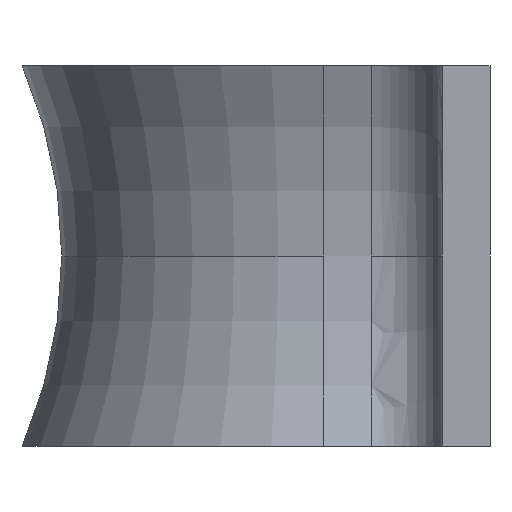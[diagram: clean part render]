
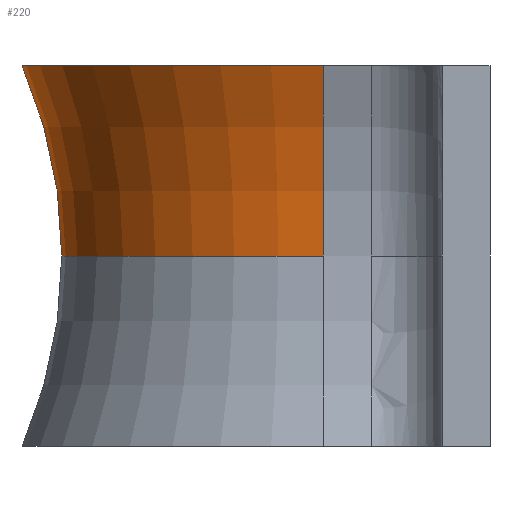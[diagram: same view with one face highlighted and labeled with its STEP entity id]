
A CAD part, left-side view. The second image highlights one B-rep face of the part: STEP entity #220.
In plain terms, the highlighted toroidal (fillet/blend) face has major radius 15.5 mm and minor radius 10 mm.
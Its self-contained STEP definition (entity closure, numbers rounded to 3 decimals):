
#44 = AXIS2_PLACEMENT_3D ( 'NONE', #280, #665, #335 ) ;
#46 = CARTESIAN_POINT ( 'NONE',  ( 0., 0., 4. ) ) ;
#104 = DIRECTION ( 'NONE',  ( 1., 0., 0. ) ) ;
#109 = ORIENTED_EDGE ( 'NONE', *, *, #553, .T. ) ;
#135 = CIRCLE ( 'NONE', #612, 5.5 ) ;
#172 = ORIENTED_EDGE ( 'NONE', *, *, #481, .T. ) ;
#182 = CIRCLE ( 'NONE', #563, 10. ) ;
#190 = CARTESIAN_POINT ( 'NONE',  ( 0., 0., 0. ) ) ;
#204 = ORIENTED_EDGE ( 'NONE', *, *, #459, .F. ) ;
#210 = VERTEX_POINT ( 'NONE', #355 ) ;
#220 = ADVANCED_FACE ( 'NONE', ( #588 ), #451, .F. ) ;
#245 = EDGE_CURVE ( 'NONE', #478, #506, #182, .T. ) ;
#255 = CARTESIAN_POINT ( 'NONE',  ( -15.5, 0., 0. ) ) ;
#280 = CARTESIAN_POINT ( 'NONE',  ( 15.5, 0., 0. ) ) ;
#302 = DIRECTION ( 'NONE',  ( 0., 0., 1. ) ) ;
#325 = CARTESIAN_POINT ( 'NONE',  ( 0., 0., 0. ) ) ;
#335 = DIRECTION ( 'NONE',  ( 0., 0., 1. ) ) ;
#355 = CARTESIAN_POINT ( 'NONE',  ( 5.5, 0., 0. ) ) ;
#380 = CARTESIAN_POINT ( 'NONE',  ( -6.335, 0., 4. ) ) ;
#383 = DIRECTION ( 'NONE',  ( 1., 0., 0. ) ) ;
#423 = CIRCLE ( 'NONE', #543, 6.335 ) ;
#429 = DIRECTION ( 'NONE',  ( 0., 0., 1. ) ) ;
#451 = TOROIDAL_SURFACE ( 'NONE', #529, 15.5, 10. ) ;
#459 = EDGE_CURVE ( 'NONE', #493, #478, #423, .T. ) ;
#478 = VERTEX_POINT ( 'NONE', #380 ) ;
#481 = EDGE_CURVE ( 'NONE', #210, #506, #135, .T. ) ;
#493 = VERTEX_POINT ( 'NONE', #546 ) ;
#506 = VERTEX_POINT ( 'NONE', #548 ) ;
#514 = CIRCLE ( 'NONE', #44, 10. ) ;
#519 = EDGE_LOOP ( 'NONE', ( #109, #172, #660, #204 ) ) ;
#529 = AXIS2_PLACEMENT_3D ( 'NONE', #190, #572, #628 ) ;
#543 = AXIS2_PLACEMENT_3D ( 'NONE', #46, #429, #104 ) ;
#546 = CARTESIAN_POINT ( 'NONE',  ( 6.335, 0., 4. ) ) ;
#548 = CARTESIAN_POINT ( 'NONE',  ( -5.5, 0., 0. ) ) ;
#553 = EDGE_CURVE ( 'NONE', #493, #210, #514, .T. ) ;
#563 = AXIS2_PLACEMENT_3D ( 'NONE', #255, #630, #302 ) ;
#572 = DIRECTION ( 'NONE',  ( 0., 0., 1. ) ) ;
#588 = FACE_OUTER_BOUND ( 'NONE', #519, .T. ) ;
#612 = AXIS2_PLACEMENT_3D ( 'NONE', #325, #706, #383 ) ;
#628 = DIRECTION ( 'NONE',  ( 1., 0., 0. ) ) ;
#630 = DIRECTION ( 'NONE',  ( 0., 1., 0. ) ) ;
#660 = ORIENTED_EDGE ( 'NONE', *, *, #245, .F. ) ;
#665 = DIRECTION ( 'NONE',  ( 0., -1., 0. ) ) ;
#706 = DIRECTION ( 'NONE',  ( 0., 0., 1. ) ) ;
